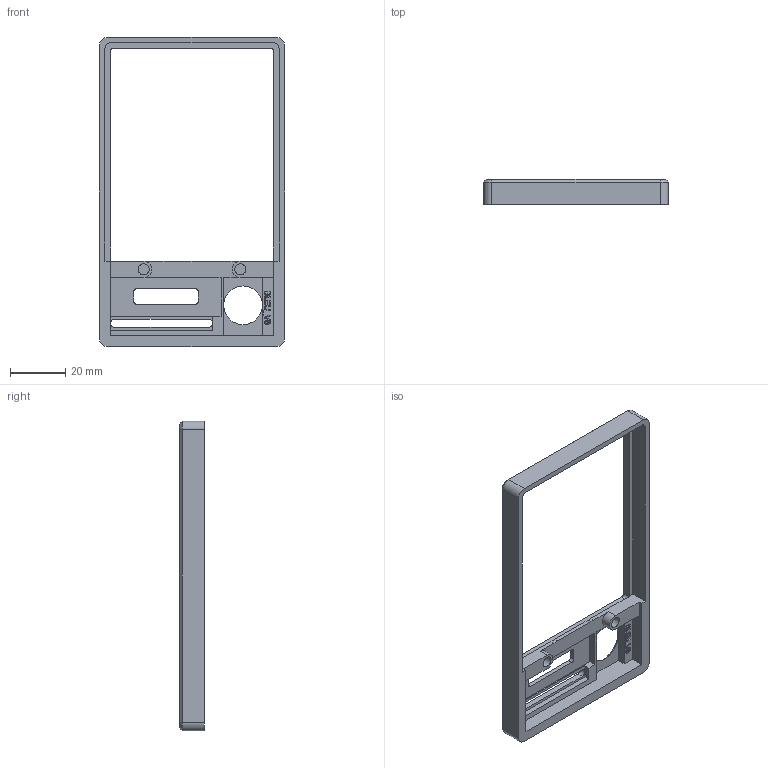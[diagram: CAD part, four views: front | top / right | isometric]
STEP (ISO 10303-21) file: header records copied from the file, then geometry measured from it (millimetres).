
FILE_DESCRIPTION(/* description */ (''),/* implementation_level */ '2;1');
FILE_NAME(/* name */ 'Top Plate (V6) PCB.step',/* time_stamp */ '2024-06-14T04:41:31-04:00',/* author */ (''),/* organization */ (''),/* preprocessor_version */ 'ST-DEVELOPER v20',/* originating_system */ 'Autodesk Translation Framework v13.14.0.145',/* authorisation */ '');
FILE_SCHEMA (('AUTOMOTIVE_DESIGN { 1 0 10303 214 3 1 1 }'));
Length unit declared in the file: millimetre
Products named in the file (1): Plate v18
Bounding box: 67 x 9 x 112 mm (x, y, z)
Volume: 12881.2 mm3; surface area: 11970.6 mm2
Topology: 1 solids, 1 shells, 196 faces, 537 edges, 353 vertices
Faces by surface type: plane 106, bspline 64, cylinder 21, cone 5
Full cylindrical faces by diameter (mm): 4 x2, 14 x1
Entity records: 6806 total; most frequent: CARTESIAN_POINT 2175, ORIENTED_EDGE 1074, DIRECTION 724, EDGE_CURVE 537, LINE 360, VECTOR 360, VERTEX_POINT 353, EDGE_LOOP 214
